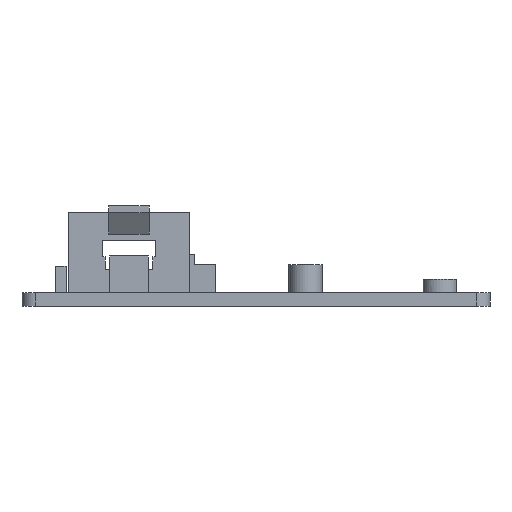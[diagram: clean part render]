
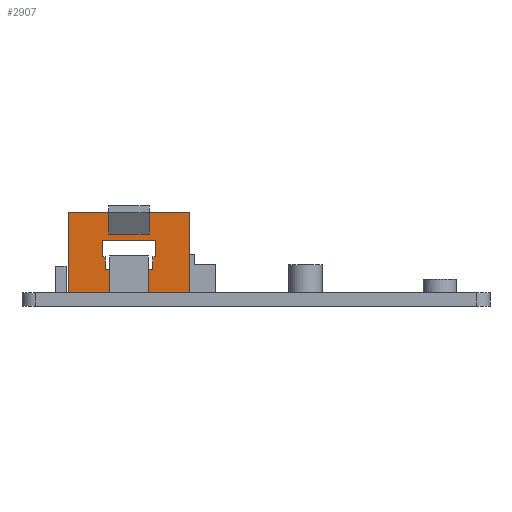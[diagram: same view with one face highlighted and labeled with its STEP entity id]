
A CAD part, front view. The second image highlights one B-rep face of the part: STEP entity #2907.
In plain terms, the highlighted planar face has unit normal (0, -1, 0).
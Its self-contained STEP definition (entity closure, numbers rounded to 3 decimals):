
#42=FACE_BOUND('',#541,.T.);
#213=PLANE('',#3091);
#359=FACE_OUTER_BOUND('',#540,.T.);
#540=EDGE_LOOP('',(#2623,#2624,#2625,#2626,#2627,#2628,#2629,#2630));
#541=EDGE_LOOP('',(#2631,#2632,#2633,#2634,#2635,#2636,#2637,#2638));
#770=LINE('',#4550,#1109);
#831=LINE('',#4722,#1170);
#835=LINE('',#4730,#1174);
#838=LINE('',#4736,#1177);
#841=LINE('',#4742,#1180);
#844=LINE('',#4748,#1183);
#847=LINE('',#4754,#1186);
#850=LINE('',#4760,#1189);
#853=LINE('',#4765,#1192);
#856=LINE('',#4772,#1195);
#869=LINE('',#4797,#1208);
#871=LINE('',#4801,#1210);
#872=LINE('',#4804,#1211);
#873=LINE('',#4805,#1212);
#874=LINE('',#4807,#1213);
#875=LINE('',#4808,#1214);
#1109=VECTOR('',#3483,10.);
#1170=VECTOR('',#3654,10.);
#1174=VECTOR('',#3660,10.);
#1177=VECTOR('',#3665,10.);
#1180=VECTOR('',#3670,10.);
#1183=VECTOR('',#3675,10.);
#1186=VECTOR('',#3680,10.);
#1189=VECTOR('',#3685,10.);
#1192=VECTOR('',#3690,10.);
#1195=VECTOR('',#3695,10.);
#1208=VECTOR('',#3716,10.);
#1210=VECTOR('',#3720,10.);
#1211=VECTOR('',#3723,10.);
#1212=VECTOR('',#3724,10.);
#1213=VECTOR('',#3725,10.);
#1214=VECTOR('',#3726,10.);
#1435=VERTEX_POINT('',#4547);
#1436=VERTEX_POINT('',#4549);
#1491=VERTEX_POINT('',#4720);
#1492=VERTEX_POINT('',#4721);
#1495=VERTEX_POINT('',#4729);
#1497=VERTEX_POINT('',#4735);
#1499=VERTEX_POINT('',#4741);
#1501=VERTEX_POINT('',#4747);
#1503=VERTEX_POINT('',#4753);
#1505=VERTEX_POINT('',#4759);
#1508=VERTEX_POINT('',#4769);
#1509=VERTEX_POINT('',#4771);
#1517=VERTEX_POINT('',#4795);
#1518=VERTEX_POINT('',#4799);
#1519=VERTEX_POINT('',#4803);
#1520=VERTEX_POINT('',#4806);
#1778=EDGE_CURVE('',#1436,#1435,#770,.T.);
#1859=EDGE_CURVE('',#1491,#1492,#831,.T.);
#1863=EDGE_CURVE('',#1492,#1495,#835,.T.);
#1866=EDGE_CURVE('',#1495,#1497,#838,.T.);
#1869=EDGE_CURVE('',#1497,#1499,#841,.T.);
#1872=EDGE_CURVE('',#1499,#1501,#844,.T.);
#1875=EDGE_CURVE('',#1501,#1503,#847,.T.);
#1878=EDGE_CURVE('',#1503,#1505,#850,.T.);
#1881=EDGE_CURVE('',#1505,#1491,#853,.T.);
#1884=EDGE_CURVE('',#1509,#1508,#856,.T.);
#1897=EDGE_CURVE('',#1508,#1517,#869,.T.);
#1899=EDGE_CURVE('',#1517,#1518,#871,.T.);
#1900=EDGE_CURVE('',#1518,#1519,#872,.T.);
#1901=EDGE_CURVE('',#1436,#1519,#873,.T.);
#1902=EDGE_CURVE('',#1435,#1520,#874,.T.);
#1903=EDGE_CURVE('',#1520,#1509,#875,.T.);
#2623=ORIENTED_EDGE('',*,*,#1899,.T.);
#2624=ORIENTED_EDGE('',*,*,#1900,.T.);
#2625=ORIENTED_EDGE('',*,*,#1901,.F.);
#2626=ORIENTED_EDGE('',*,*,#1778,.T.);
#2627=ORIENTED_EDGE('',*,*,#1902,.T.);
#2628=ORIENTED_EDGE('',*,*,#1903,.T.);
#2629=ORIENTED_EDGE('',*,*,#1884,.T.);
#2630=ORIENTED_EDGE('',*,*,#1897,.T.);
#2631=ORIENTED_EDGE('',*,*,#1859,.T.);
#2632=ORIENTED_EDGE('',*,*,#1863,.T.);
#2633=ORIENTED_EDGE('',*,*,#1866,.T.);
#2634=ORIENTED_EDGE('',*,*,#1869,.T.);
#2635=ORIENTED_EDGE('',*,*,#1872,.T.);
#2636=ORIENTED_EDGE('',*,*,#1875,.T.);
#2637=ORIENTED_EDGE('',*,*,#1878,.T.);
#2638=ORIENTED_EDGE('',*,*,#1881,.T.);
#2907=ADVANCED_FACE('',(#359,#42),#213,.T.);
#3091=AXIS2_PLACEMENT_3D('',#4802,#3721,#3722);
#3483=DIRECTION('',(1.,0.,0.));
#3654=DIRECTION('',(0.,0.,1.));
#3660=DIRECTION('',(-1.,0.,0.));
#3665=DIRECTION('',(0.,0.,1.));
#3670=DIRECTION('',(1.,0.,0.));
#3675=DIRECTION('',(0.,0.,-1.));
#3680=DIRECTION('',(-1.,0.,0.));
#3685=DIRECTION('',(0.,0.,-1.));
#3690=DIRECTION('',(-1.,0.,0.));
#3695=DIRECTION('',(0.,0.,-1.));
#3716=DIRECTION('',(-1.,0.,0.));
#3720=DIRECTION('',(0.,0.,1.));
#3721=DIRECTION('center_axis',(0.,-1.,0.));
#3722=DIRECTION('ref_axis',(0.,0.,1.));
#3723=DIRECTION('',(-1.,0.,0.));
#3724=DIRECTION('',(0.,0.,1.));
#3725=DIRECTION('',(0.,0.,1.));
#3726=DIRECTION('',(-1.,0.,0.));
#4547=CARTESIAN_POINT('',(-10.,35.,0.));
#4549=CARTESIAN_POINT('',(-28.,35.,0.));
#4550=CARTESIAN_POINT('',(-33.,35.,0.));
#4720=CARTESIAN_POINT('',(-22.575,35.,3.5));
#4721=CARTESIAN_POINT('',(-22.575,35.,5.375));
#4722=CARTESIAN_POINT('',(-22.575,35.,1.687));
#4729=CARTESIAN_POINT('',(-22.975,35.,5.375));
#4730=CARTESIAN_POINT('',(-16.488,35.,5.375));
#4735=CARTESIAN_POINT('',(-22.975,35.,7.85));
#4736=CARTESIAN_POINT('',(-22.975,35.,2.925));
#4741=CARTESIAN_POINT('',(-15.025,35.,7.85));
#4742=CARTESIAN_POINT('',(-12.513,35.,7.85));
#4747=CARTESIAN_POINT('',(-15.025,35.,5.375));
#4748=CARTESIAN_POINT('',(-15.025,35.,1.687));
#4753=CARTESIAN_POINT('',(-15.425,35.,5.375));
#4754=CARTESIAN_POINT('',(-12.713,35.,5.375));
#4759=CARTESIAN_POINT('',(-15.425,35.,3.5));
#4760=CARTESIAN_POINT('',(-15.425,35.,0.75));
#4765=CARTESIAN_POINT('',(-16.288,35.,3.5));
#4769=CARTESIAN_POINT('',(-16.,35.,8.787));
#4771=CARTESIAN_POINT('',(-16.,35.,12.));
#4772=CARTESIAN_POINT('',(-16.,35.,4.447));
#4795=CARTESIAN_POINT('',(-22.,35.,8.787));
#4797=CARTESIAN_POINT('',(-14.5,35.,8.787));
#4799=CARTESIAN_POINT('',(-22.,35.,12.));
#4801=CARTESIAN_POINT('',(-22.,35.,4.447));
#4802=CARTESIAN_POINT('Origin',(-10.,35.,-2.));
#4803=CARTESIAN_POINT('',(-28.,35.,12.));
#4804=CARTESIAN_POINT('',(-10.,35.,12.));
#4805=CARTESIAN_POINT('',(-28.,35.,0.));
#4806=CARTESIAN_POINT('',(-10.,35.,12.));
#4807=CARTESIAN_POINT('',(-10.,35.,0.));
#4808=CARTESIAN_POINT('',(-10.,35.,12.));
